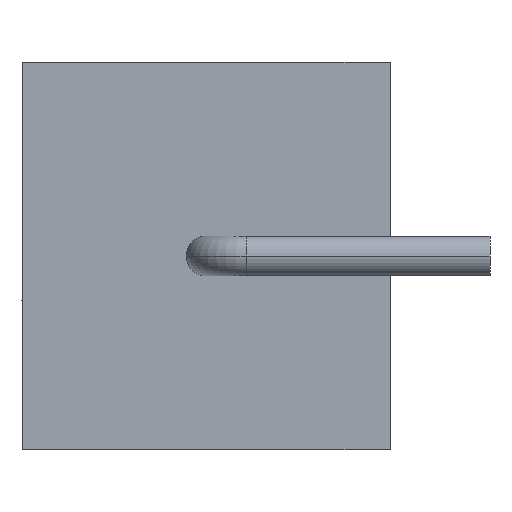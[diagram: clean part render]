
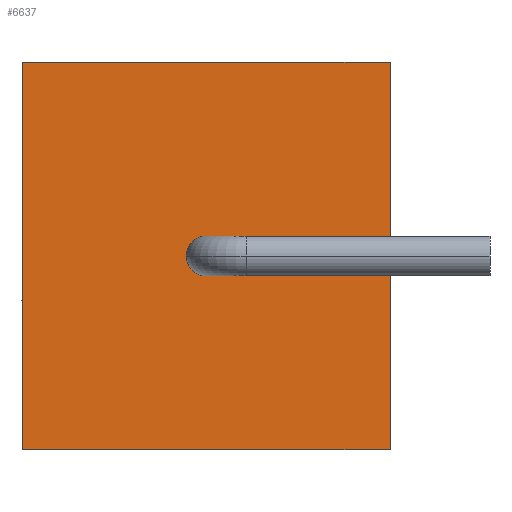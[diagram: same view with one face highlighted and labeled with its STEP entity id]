
A CAD part, left-side view. The second image highlights one B-rep face of the part: STEP entity #6637.
In plain terms, the highlighted planar face has unit normal (-1, 0, 0).
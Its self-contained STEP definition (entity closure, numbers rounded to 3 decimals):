
#2008 = AXIS2_PLACEMENT_3D ( 'NONE', #2089, #2102, #2103 ) ;
#2089 = CARTESIAN_POINT ( 'NONE',  ( -11.1, 4.6, 0. ) ) ;
#2102 = DIRECTION ( 'NONE',  ( 1., 0., 0. ) ) ;
#2103 = DIRECTION ( 'NONE',  ( 0., 0., -1. ) ) ;
#2303 = VECTOR ( 'NONE', #2347, 1000. ) ;
#2345 = LINE ( 'NONE', #2346, #2303 ) ;
#2346 = CARTESIAN_POINT ( 'NONE',  ( -11.1, 9.2, -4.85 ) ) ;
#2347 = DIRECTION ( 'NONE',  ( 0., 0., 1. ) ) ;
#3160 = VERTEX_POINT ( 'NONE', #5838 ) ;
#3161 = VERTEX_POINT ( 'NONE', #5839 ) ;
#3196 = VERTEX_POINT ( 'NONE', #5874 ) ;
#3200 = VERTEX_POINT ( 'NONE', #5878 ) ;
#3233 = ORIENTED_EDGE ( 'NONE', *, *, #6534, .T. ) ;
#3234 = ORIENTED_EDGE ( 'NONE', *, *, #6672, .T. ) ;
#3235 = ORIENTED_EDGE ( 'NONE', *, *, #6673, .T. ) ;
#3236 = ORIENTED_EDGE ( 'NONE', *, *, #6563, .F. ) ;
#3237 = ORIENTED_EDGE ( 'NONE', *, *, #6671, .F. ) ;
#3239 = ORIENTED_EDGE ( 'NONE', *, *, #6669, .T. ) ;
#3313 = VERTEX_POINT ( 'NONE', #5919 ) ;
#3314 = VERTEX_POINT ( 'NONE', #5920 ) ;
#3827 = PLANE ( 'NONE',  #3903 ) ;
#3828 = CARTESIAN_POINT ( 'NONE',  ( -11.1, 9.2, -4.85 ) ) ;
#3829 = DIRECTION ( 'NONE',  ( 1., 0., 0. ) ) ;
#3830 = DIRECTION ( 'NONE',  ( 0., 0., -1. ) ) ;
#3889 = FACE_BOUND ( 'NONE', #5718, .T. ) ;
#3897 = FACE_OUTER_BOUND ( 'NONE', #5696, .T. ) ;
#3903 = AXIS2_PLACEMENT_3D ( 'NONE', #3828, #3829, #3830 ) ;
#4327 = CARTESIAN_POINT ( 'NONE',  ( -11.1, 4.6, 0. ) ) ;
#4328 = LINE ( 'NONE', #4329, #4452 ) ;
#4329 = CARTESIAN_POINT ( 'NONE',  ( -11.1, 9.2, -4.85 ) ) ;
#4330 = DIRECTION ( 'NONE',  ( 0., -1., 0. ) ) ;
#4334 = LINE ( 'NONE', #4335, #4455 ) ;
#4335 = CARTESIAN_POINT ( 'NONE',  ( -11.1, 9.2, 4.85 ) ) ;
#4336 = DIRECTION ( 'NONE',  ( 0., -1., 0. ) ) ;
#4337 = DIRECTION ( 'NONE',  ( 1., 0., 0. ) ) ;
#4338 = DIRECTION ( 'NONE',  ( 0., 0., -1. ) ) ;
#4340 = LINE ( 'NONE', #4341, #4456 ) ;
#4341 = CARTESIAN_POINT ( 'NONE',  ( -11.1, 0., -4.85 ) ) ;
#4342 = DIRECTION ( 'NONE',  ( 0., 0., 1. ) ) ;
#4452 = VECTOR ( 'NONE', #4330, 1000. ) ;
#4454 = AXIS2_PLACEMENT_3D ( 'NONE', #4327, #4337, #4338 ) ;
#4455 = VECTOR ( 'NONE', #4336, 1000. ) ;
#4456 = VECTOR ( 'NONE', #4342, 1000. ) ;
#5512 = CIRCLE ( 'NONE', #2008, 0.5 ) ;
#5515 = CIRCLE ( 'NONE', #4454, 0.5 ) ;
#5696 = EDGE_LOOP ( 'NONE', ( #3235, #3237, #3236, #3239 ) ) ;
#5718 = EDGE_LOOP ( 'NONE', ( #3233, #3234 ) ) ;
#5838 = CARTESIAN_POINT ( 'NONE',  ( -11.1, 4.6, 0.5 ) ) ;
#5839 = CARTESIAN_POINT ( 'NONE',  ( -11.1, 4.6, -0.5 ) ) ;
#5874 = CARTESIAN_POINT ( 'NONE',  ( -11.1, 9.2, -4.85 ) ) ;
#5878 = CARTESIAN_POINT ( 'NONE',  ( -11.1, 9.2, 4.85 ) ) ;
#5919 = CARTESIAN_POINT ( 'NONE',  ( -11.1, 0., -4.85 ) ) ;
#5920 = CARTESIAN_POINT ( 'NONE',  ( -11.1, 0., 4.85 ) ) ;
#6534 = EDGE_CURVE ( 'NONE', #3161, #3160, #5512, .T. ) ;
#6563 = EDGE_CURVE ( 'NONE', #3196, #3200, #2345, .T. ) ;
#6637 = ADVANCED_FACE ( 'NONE', ( #3889, #3897 ), #3827, .F. ) ;
#6669 = EDGE_CURVE ( 'NONE', #3196, #3313, #4328, .T. ) ;
#6671 = EDGE_CURVE ( 'NONE', #3200, #3314, #4334, .T. ) ;
#6672 = EDGE_CURVE ( 'NONE', #3160, #3161, #5515, .T. ) ;
#6673 = EDGE_CURVE ( 'NONE', #3313, #3314, #4340, .T. ) ;
